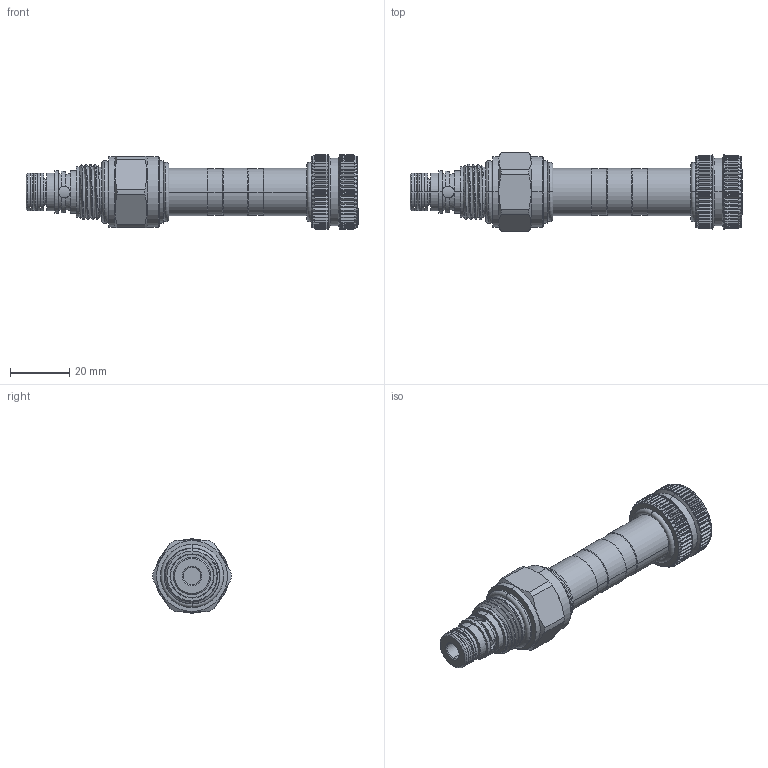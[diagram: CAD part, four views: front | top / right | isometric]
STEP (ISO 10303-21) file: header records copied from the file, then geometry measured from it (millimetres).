
FILE_DESCRIPTION (( 'STEP AP203' ), '1' );
FILE_NAME ('EP08W2C52P04.STEP', '2020-04-08T02:01:17', ( '' ), ( '' ), 'SwSTEP 2.0', 'SolidWorks 2018', '' );
FILE_SCHEMA (( 'CONFIG_CONTROL_DESIGN' ));
Products named in the file (1): EP08W2C52P04
Bounding box: 112.05 x 26.66 x 25 mm (x, y, z)
Volume: 30543.8 mm3; surface area: 10826.6 mm2
Topology: 6 solids, 6 shells, 1040 faces, 2737 edges, 1728 vertices
Faces by surface type: plane 439, cylinder 428, cone 144, torus 20, bspline 9
Entity records: 36999 total; most frequent: CARTESIAN_POINT 12105, ORIENTED_EDGE 5474, DIRECTION 4917, EDGE_CURVE 2737, AXIS2_PLACEMENT_3D 1901, VERTEX_POINT 1728, LINE 1115, VECTOR 1115
